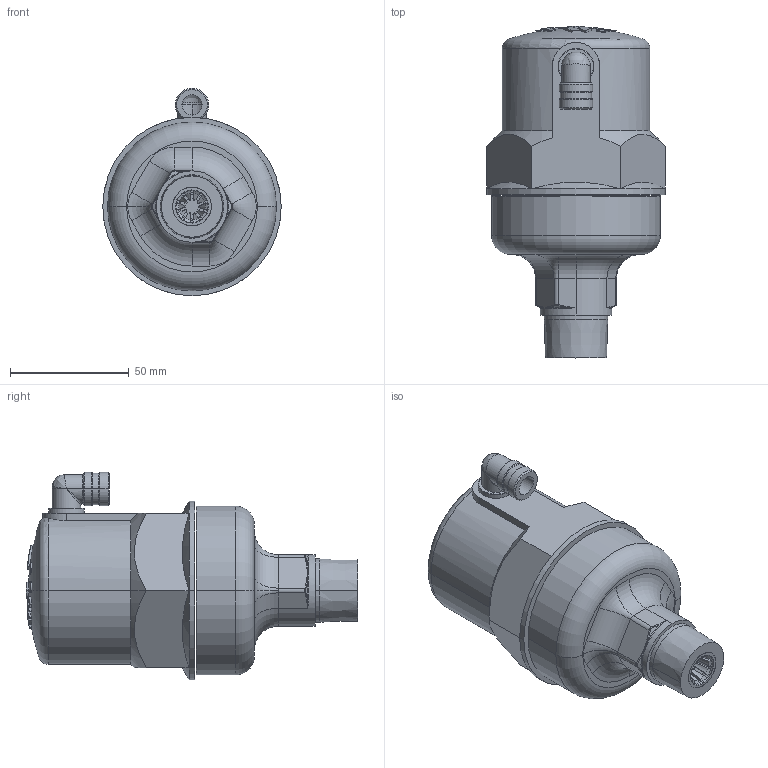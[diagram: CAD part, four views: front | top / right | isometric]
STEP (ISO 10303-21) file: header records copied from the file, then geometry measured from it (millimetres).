
FILE_DESCRIPTION (( 'STEP AP203' ), '1' );
FILE_NAME ('S-050.STEP', '2013-05-28T06:18:06', ( '' ), ( '' ), 'SwSTEP 2.0', 'SolidWorks 2012', '' );
FILE_SCHEMA (( 'CONFIG_CONTROL_DESIGN' ));
Length unit declared in the file: millimetre
Products named in the file (1): S-050
Bounding box: 75.06 x 139.5 x 87.2 mm (x, y, z)
Surface area: 34050.6 mm2 (no closed solid volume)
Topology: 0 solids, 5 shells, 339 faces, 1063 edges, 700 vertices
Faces by surface type: plane 127, cylinder 61, torus 54, bspline 54, cone 43
Entity records: 15800 total; most frequent: CARTESIAN_POINT 7424, ORIENTED_EDGE 1869, DIRECTION 1383, EDGE_CURVE 1055, VERTEX_POINT 700, AXIS2_PLACEMENT_3D 546, B_SPLINE_CURVE_WITH_KNOTS 498, EDGE_LOOP 369
